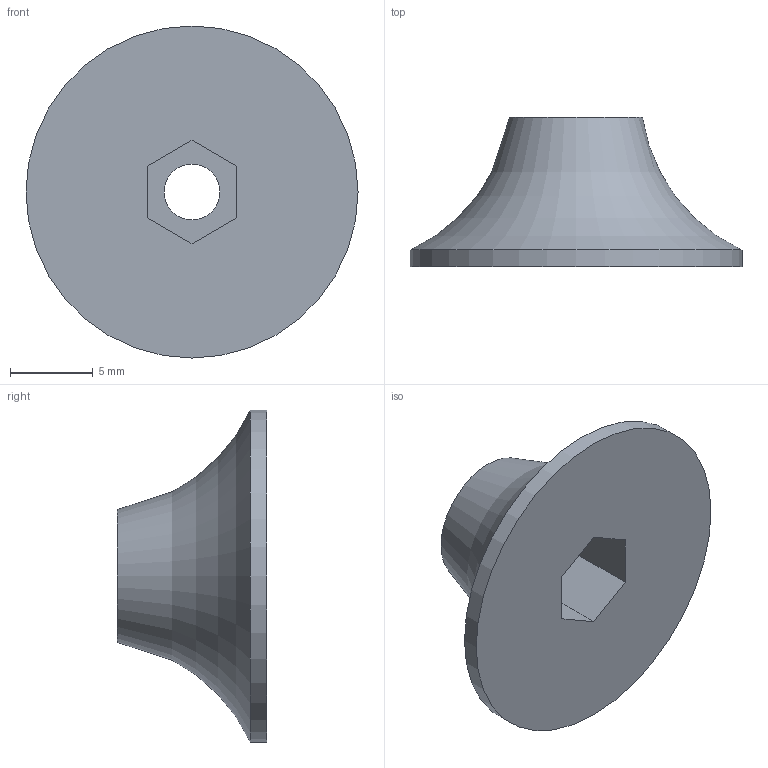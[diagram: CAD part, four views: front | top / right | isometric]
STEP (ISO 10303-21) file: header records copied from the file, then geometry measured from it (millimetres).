
FILE_DESCRIPTION(/* description */ (''),/* implementation_level */ '2;1');
FILE_NAME(/* name */ 'a7fb7c68-3d81-47a7-9f8e-2808642b5b7b.stp',/* time_stamp */ '2019-05-17T14:20:13+00:00',/* author */ (''),/* organization */ (''),/* preprocessor_version */ 'ST-DEVELOPER v18',/* originating_system */ 'Autodesk Translation Framework v8.2.0.1029',/* authorisation */ '');
FILE_SCHEMA (('AUTOMOTIVE_DESIGN { 1 0 10303 214 3 1 1 }'));
Length unit declared in the file: millimetre
Products named in the file (1): 3mm spacer foot
Bounding box: 20 x 9 x 20 mm (x, y, z)
Volume: 1105.2 mm3; surface area: 959.6 mm2
Topology: 1 solids, 1 shells, 12 faces, 27 edges, 18 vertices
Faces by surface type: plane 9, cylinder 2, torus 1
Full cylindrical faces by diameter (mm): 3.35 x1, 20 x1
Entity records: 375 total; most frequent: DIRECTION 60, CARTESIAN_POINT 58, ORIENTED_EDGE 54, EDGE_CURVE 27, LINE 20, VECTOR 20, AXIS2_PLACEMENT_3D 20, VERTEX_POINT 18
